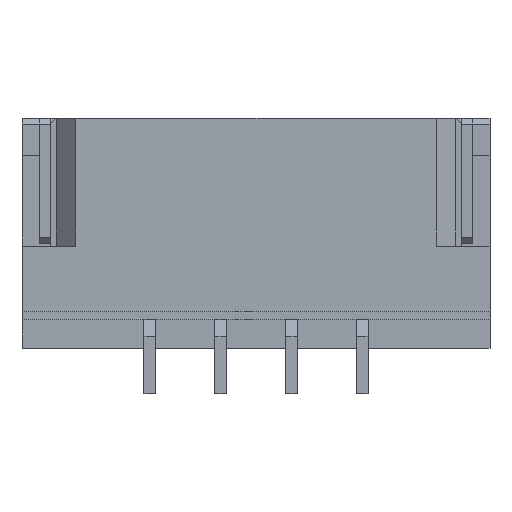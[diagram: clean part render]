
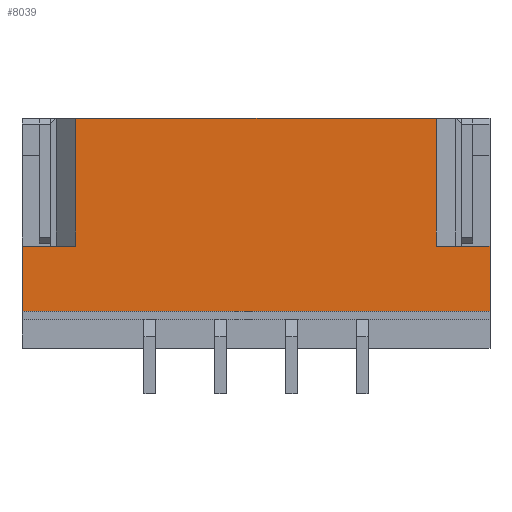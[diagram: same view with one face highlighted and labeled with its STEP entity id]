
A CAD part, front view. The second image highlights one B-rep face of the part: STEP entity #8039.
In plain terms, the highlighted planar face has unit normal (0, -1, 0).
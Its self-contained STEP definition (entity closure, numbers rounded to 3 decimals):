
#148 = VECTOR ( 'NONE', #7287, 1000. ) ;
#255 = EDGE_CURVE ( 'NONE', #307, #8062, #2722, .T. ) ;
#307 = VERTEX_POINT ( 'NONE', #3917 ) ;
#325 = EDGE_CURVE ( 'NONE', #5413, #2261, #2930, .T. ) ;
#346 = DIRECTION ( 'NONE',  ( 0., 0., 1. ) ) ;
#370 = FACE_OUTER_BOUND ( 'NONE', #3502, .T. ) ;
#573 = VECTOR ( 'NONE', #6560, 1000. ) ;
#707 = EDGE_CURVE ( 'NONE', #5413, #4206, #1805, .T. ) ;
#726 = ORIENTED_EDGE ( 'NONE', *, *, #6871, .T. ) ;
#1108 = DIRECTION ( 'NONE',  ( 0., 0., 1. ) ) ;
#1308 = DIRECTION ( 'NONE',  ( 1., 0., 0. ) ) ;
#1517 = CARTESIAN_POINT ( 'NONE',  ( 3.175, 0.1, -2.25 ) ) ;
#1699 = ORIENTED_EDGE ( 'NONE', *, *, #255, .T. ) ;
#1805 = LINE ( 'NONE', #5696, #3313 ) ;
#1811 = CARTESIAN_POINT ( 'NONE',  ( -4.125, 0.1, 0. ) ) ;
#2038 = EDGE_CURVE ( 'NONE', #2598, #3576, #7573, .T. ) ;
#2071 = ORIENTED_EDGE ( 'NONE', *, *, #2038, .F. ) ;
#2106 = ORIENTED_EDGE ( 'NONE', *, *, #6752, .T. ) ;
#2261 = VERTEX_POINT ( 'NONE', #4942 ) ;
#2329 = AXIS2_PLACEMENT_3D ( 'NONE', #5803, #5832, #1308 ) ;
#2598 = VERTEX_POINT ( 'NONE', #1517 ) ;
#2722 = LINE ( 'NONE', #4577, #573 ) ;
#2824 = CARTESIAN_POINT ( 'NONE',  ( -4.125, 0.1, -2.25 ) ) ;
#2847 = CARTESIAN_POINT ( 'NONE',  ( 3.175, 0.1, 0. ) ) ;
#2881 = VECTOR ( 'NONE', #1108, 1000. ) ;
#2930 = LINE ( 'NONE', #2824, #6616 ) ;
#3313 = VECTOR ( 'NONE', #4413, 1000. ) ;
#3481 = DIRECTION ( 'NONE',  ( -1., 0., 0. ) ) ;
#3502 = EDGE_LOOP ( 'NONE', ( #2106, #7813, #6071, #7418, #1699, #5532, #2071, #726 ) ) ;
#3576 = VERTEX_POINT ( 'NONE', #6650 ) ;
#3917 = CARTESIAN_POINT ( 'NONE',  ( -4.125, 0.1, -3.4 ) ) ;
#4206 = VERTEX_POINT ( 'NONE', #4733 ) ;
#4368 = CARTESIAN_POINT ( 'NONE',  ( 3.175, 0.1, -2.82 ) ) ;
#4413 = DIRECTION ( 'NONE',  ( 0., 0., 1. ) ) ;
#4535 = PLANE ( 'NONE',  #2329 ) ;
#4577 = CARTESIAN_POINT ( 'NONE',  ( -4.125, 0.1, -3.4 ) ) ;
#4733 = CARTESIAN_POINT ( 'NONE',  ( -3.175, 0.1, 0. ) ) ;
#4811 = CARTESIAN_POINT ( 'NONE',  ( 4.125, 0.1, 0. ) ) ;
#4942 = CARTESIAN_POINT ( 'NONE',  ( -4.125, 0.1, -2.25 ) ) ;
#5085 = CARTESIAN_POINT ( 'NONE',  ( 4.125, 0.1, -2.25 ) ) ;
#5147 = EDGE_CURVE ( 'NONE', #307, #2261, #6188, .T. ) ;
#5346 = CARTESIAN_POINT ( 'NONE',  ( -4.125, 0.1, 0. ) ) ;
#5413 = VERTEX_POINT ( 'NONE', #7290 ) ;
#5532 = ORIENTED_EDGE ( 'NONE', *, *, #7406, .T. ) ;
#5696 = CARTESIAN_POINT ( 'NONE',  ( -3.175, 0.1, -2.82 ) ) ;
#5803 = CARTESIAN_POINT ( 'NONE',  ( -4.125, 0.1, 0. ) ) ;
#5832 = DIRECTION ( 'NONE',  ( 0., 1., 0. ) ) ;
#5971 = VECTOR ( 'NONE', #6438, 1000. ) ;
#6071 = ORIENTED_EDGE ( 'NONE', *, *, #325, .T. ) ;
#6188 = LINE ( 'NONE', #1811, #2881 ) ;
#6316 = VECTOR ( 'NONE', #346, 1000. ) ;
#6356 = DIRECTION ( 'NONE',  ( 0., 0., 1. ) ) ;
#6438 = DIRECTION ( 'NONE',  ( 1., 0., 0. ) ) ;
#6483 = LINE ( 'NONE', #4811, #6316 ) ;
#6560 = DIRECTION ( 'NONE',  ( 1., 0., 0. ) ) ;
#6616 = VECTOR ( 'NONE', #3481, 1000. ) ;
#6650 = CARTESIAN_POINT ( 'NONE',  ( 4.125, 0.1, -2.25 ) ) ;
#6752 = EDGE_CURVE ( 'NONE', #7670, #4206, #8104, .T. ) ;
#6871 = EDGE_CURVE ( 'NONE', #2598, #7670, #7415, .T. ) ;
#6907 = VECTOR ( 'NONE', #6356, 1000. ) ;
#7287 = DIRECTION ( 'NONE',  ( -1., 0., 0. ) ) ;
#7290 = CARTESIAN_POINT ( 'NONE',  ( -3.175, 0.1, -2.25 ) ) ;
#7406 = EDGE_CURVE ( 'NONE', #8062, #3576, #6483, .T. ) ;
#7415 = LINE ( 'NONE', #4368, #6907 ) ;
#7418 = ORIENTED_EDGE ( 'NONE', *, *, #5147, .F. ) ;
#7573 = LINE ( 'NONE', #5085, #5971 ) ;
#7670 = VERTEX_POINT ( 'NONE', #2847 ) ;
#7813 = ORIENTED_EDGE ( 'NONE', *, *, #707, .F. ) ;
#7847 = CARTESIAN_POINT ( 'NONE',  ( 4.125, 0.1, -3.4 ) ) ;
#8039 = ADVANCED_FACE ( 'NONE', ( #370 ), #4535, .F. ) ;
#8062 = VERTEX_POINT ( 'NONE', #7847 ) ;
#8104 = LINE ( 'NONE', #5346, #148 ) ;
